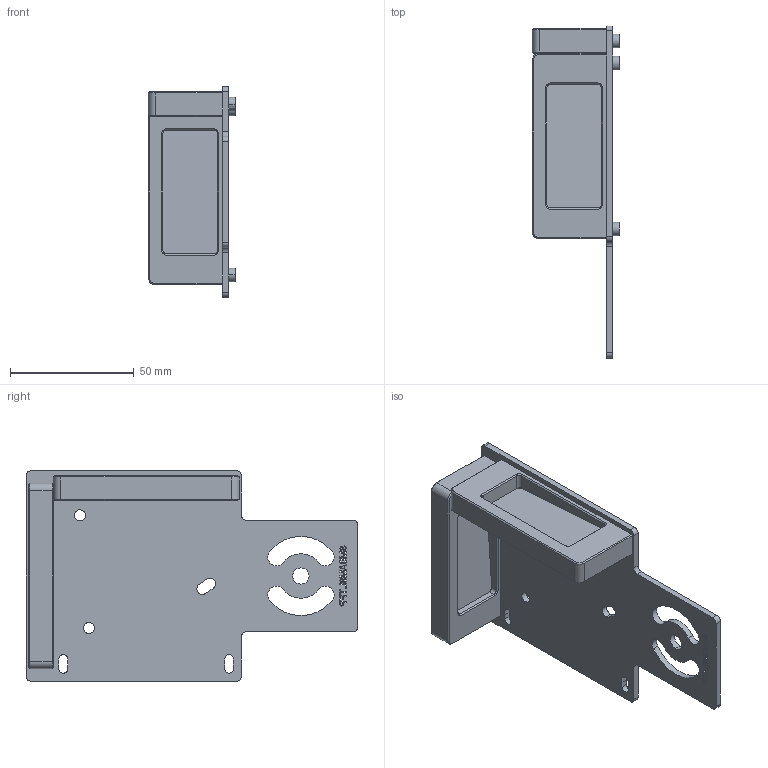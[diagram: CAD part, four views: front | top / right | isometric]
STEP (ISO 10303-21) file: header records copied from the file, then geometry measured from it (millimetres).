
FILE_DESCRIPTION((''),'2;1');
FILE_NAME('194441_ASM','2016-05-11T',('PDMAdmin'),(''),'PRO/ENGINEER BY PARAMETRIC TECHNOLOGY CORPORATION, 2016010','PRO/ENGINEER BY PARAMETRIC TECHNOLOGY CORPORATION, 2016010','');
FILE_SCHEMA(('CONFIG_CONTROL_DESIGN'));
Products named in the file (6): 190629; 190630; 190631; BEZEL_PROTECTIVE_LE_ASM; M3X10_HEX_SHCS; 194441_ASM
Assembly tree (9 placements, depth 3):
  194441_ASM
    190629
    BEZEL_PROTECTIVE_LE_ASM  x2
      190630
      190631
    M3X10_HEX_SHCS  x4
Bounding box: 35.5 x 134 x 85 mm (x, y, z)
Volume: 45709.4 mm3; surface area: 38200.5 mm2
Topology: 13 solids, 17 shells, 570 faces, 1500 edges, 964 vertices
Faces by surface type: plane 402, cylinder 96, cone 56, bspline 16
Entity records: 13986 total; most frequent: CARTESIAN_POINT 2875, ORIENTED_EDGE 2320, DIRECTION 2162, EDGE_CURVE 1164, VECTOR 1004, LINE 1004, VERTEX_POINT 762, AXIS2_PLACEMENT_3D 579
